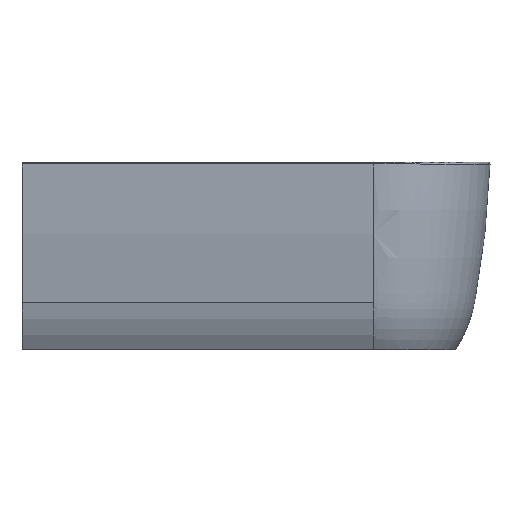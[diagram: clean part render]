
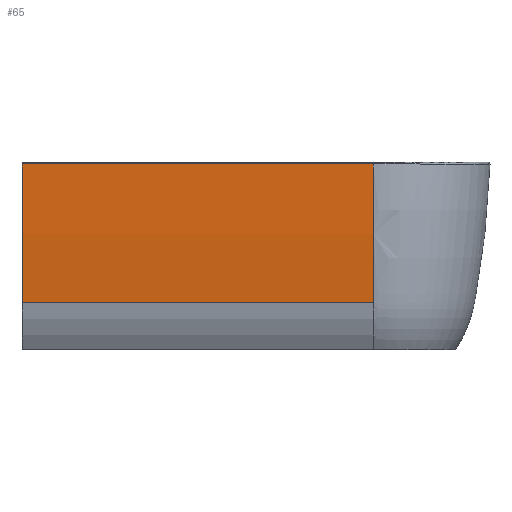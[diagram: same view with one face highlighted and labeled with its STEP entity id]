
A CAD part, front view. The second image highlights one B-rep face of the part: STEP entity #65.
In plain terms, the highlighted cylindrical face has radius 3254.34 mm (diameter 6508.68 mm), a partial arc.
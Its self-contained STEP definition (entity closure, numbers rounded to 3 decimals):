
#65=ADVANCED_FACE('',(#140),#1163,.T.);
#140=FACE_OUTER_BOUND('',#217,.T.);
#217=EDGE_LOOP('',(#425,#426,#427,#428));
#425=ORIENTED_EDGE('',*,*,#710,.T.);
#426=ORIENTED_EDGE('',*,*,#779,.T.);
#427=ORIENTED_EDGE('',*,*,#706,.F.);
#428=ORIENTED_EDGE('',*,*,#705,.T.);
#705=EDGE_CURVE('',#1008,#1051,#853,.T.);
#706=EDGE_CURVE('',#1008,#1000,#961,.T.);
#710=EDGE_CURVE('',#1051,#1052,#857,.T.);
#779=EDGE_CURVE('',#1052,#1000,#907,.T.);
#853=B_SPLINE_CURVE_WITH_KNOTS('',1,(#11868,#11869),.UNSPECIFIED.,.F.,.F.,
(2,2),(-1124.984,0.),.UNSPECIFIED.);
#857=B_SPLINE_CURVE_WITH_KNOTS('',3,(#11940,#11941,#11942,#11943,#11944,
#11945,#11946,#11947,#11948,#11949,#11950),.UNSPECIFIED.,.F.,.F.,(4,1,1,
1,1,1,1,1,4),(-447.07,-446.592,-436.981,-417.76,
-379.318,-302.433,-225.549,-148.664,
0.),.UNSPECIFIED.);
#907=B_SPLINE_CURVE_WITH_KNOTS('',1,(#13851,#13852),.UNSPECIFIED.,.F.,.F.,
(2,2),(-1124.984,0.),.UNSPECIFIED.);
#961=(
BOUNDED_CURVE()
B_SPLINE_CURVE(2,(#11870,#11871,#11872),.UNSPECIFIED.,.F.,.F.)
B_SPLINE_CURVE_WITH_KNOTS((3,3),(-447.033,0.),.UNSPECIFIED.)
CURVE()
GEOMETRIC_REPRESENTATION_ITEM()
RATIONAL_B_SPLINE_CURVE((1.,0.998,1.))
REPRESENTATION_ITEM('')
);
#1000=VERTEX_POINT('',#10504);
#1008=VERTEX_POINT('',#10512);
#1051=VERTEX_POINT('',#10555);
#1052=VERTEX_POINT('',#10556);
#1163=CYLINDRICAL_SURFACE('',#1218,3254.341);
#1218=AXIS2_PLACEMENT_3D('',#4465,#1244,$);
#1244=DIRECTION('',(1.,0.,0.));
#4465=CARTESIAN_POINT('',(-187.508,2878.742,-837.556));
#10504=CARTESIAN_POINT('',(-750.,-374.898,-905.104));
#10512=CARTESIAN_POINT('',(-750.,-335.,-1350.));
#10555=CARTESIAN_POINT('',(374.984,-335.,-1350.));
#10556=CARTESIAN_POINT('',(374.984,-374.898,-905.104));
#11868=CARTESIAN_POINT('',(-750.,-335.,-1350.));
#11869=CARTESIAN_POINT('',(374.984,-335.,-1350.));
#11870=CARTESIAN_POINT('',(-750.,-335.,-1350.));
#11871=CARTESIAN_POINT('',(-750.,-370.251,-1128.924));
#11872=CARTESIAN_POINT('',(-750.,-374.898,-905.104));
#11940=CARTESIAN_POINT('',(374.984,-335.,-1350.));
#11941=CARTESIAN_POINT('',(374.984,-335.025,-1349.843));
#11942=CARTESIAN_POINT('',(374.984,-335.554,-1346.522));
#11943=CARTESIAN_POINT('',(374.984,-337.077,-1336.872));
#11944=CARTESIAN_POINT('',(374.984,-340.474,-1314.708));
#11945=CARTESIAN_POINT('',(374.984,-346.874,-1270.32));
#11946=CARTESIAN_POINT('',(374.984,-354.894,-1206.755));
#11947=CARTESIAN_POINT('',(374.984,-362.712,-1130.27));
#11948=CARTESIAN_POINT('',(374.984,-370.592,-1029.768));
#11949=CARTESIAN_POINT('',(374.984,-373.87,-954.644));
#11950=CARTESIAN_POINT('',(374.984,-374.898,-905.104));
#13851=CARTESIAN_POINT('',(374.984,-374.898,-905.104));
#13852=CARTESIAN_POINT('',(-750.,-374.898,-905.104));
